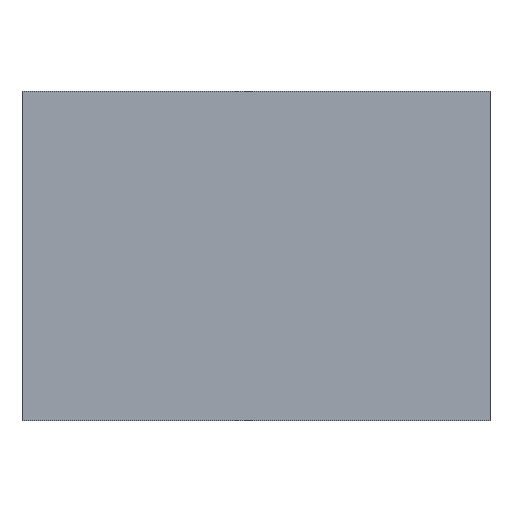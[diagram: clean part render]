
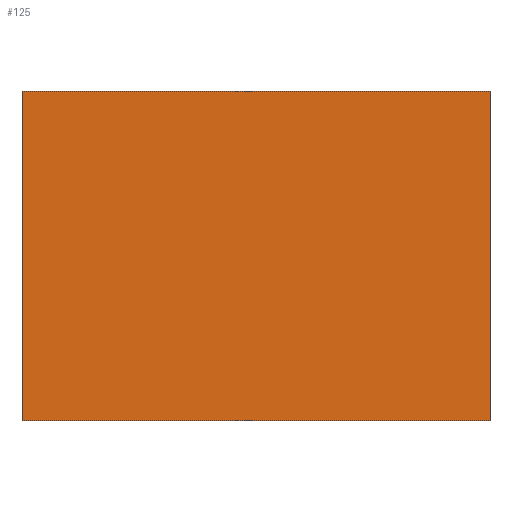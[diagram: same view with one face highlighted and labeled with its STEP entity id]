
A CAD part, front view. The second image highlights one B-rep face of the part: STEP entity #125.
In plain terms, the highlighted planar face has unit normal (0, -1, 0).
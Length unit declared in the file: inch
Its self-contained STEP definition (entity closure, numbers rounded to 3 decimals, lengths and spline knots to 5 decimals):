
#19=FACE_OUTER_BOUND('',#26,.T.);
#26=EDGE_LOOP('',(#101,#102,#103,#104));
#32=LINE('',#190,#47);
#37=LINE('',#200,#52);
#41=LINE('',#208,#56);
#42=LINE('',#209,#57);
#47=VECTOR('',#156,0.3937);
#52=VECTOR('',#165,0.3937);
#56=VECTOR('',#173,0.3937);
#57=VECTOR('',#174,0.3937);
#62=VERTEX_POINT('',#187);
#63=VERTEX_POINT('',#189);
#66=VERTEX_POINT('',#199);
#68=VERTEX_POINT('',#207);
#72=EDGE_CURVE('',#63,#62,#32,.T.);
#77=EDGE_CURVE('',#63,#66,#37,.T.);
#81=EDGE_CURVE('',#62,#68,#41,.T.);
#82=EDGE_CURVE('',#66,#68,#42,.T.);
#101=ORIENTED_EDGE('',*,*,#72,.T.);
#102=ORIENTED_EDGE('',*,*,#81,.T.);
#103=ORIENTED_EDGE('',*,*,#82,.F.);
#104=ORIENTED_EDGE('',*,*,#77,.F.);
#118=PLANE('',#146);
#125=ADVANCED_FACE('',(#19),#118,.T.);
#146=AXIS2_PLACEMENT_3D('',#206,#171,#172);
#156=DIRECTION('',(0.,0.,1.));
#165=DIRECTION('',(-1.,0.,0.));
#171=DIRECTION('center_axis',(0.,-1.,0.));
#172=DIRECTION('ref_axis',(0.,0.,1.));
#173=DIRECTION('',(-1.,0.,0.));
#174=DIRECTION('',(0.,0.,1.));
#187=CARTESIAN_POINT('',(574.025,0.,425.29964));
#189=CARTESIAN_POINT('',(574.025,0.,409.92464));
#190=CARTESIAN_POINT('',(574.025,0.,417.61214));
#199=CARTESIAN_POINT('',(552.17502,0.,409.92464));
#200=CARTESIAN_POINT('',(574.1603,0.,409.92464));
#206=CARTESIAN_POINT('Origin',(574.1603,0.,409.92464));
#207=CARTESIAN_POINT('',(552.17502,0.,425.29964));
#208=CARTESIAN_POINT('',(574.1603,0.,425.29964));
#209=CARTESIAN_POINT('',(552.17502,0.,413.76839));
